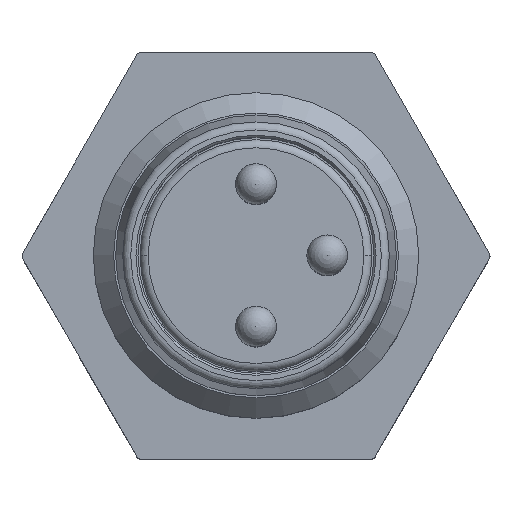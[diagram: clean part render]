
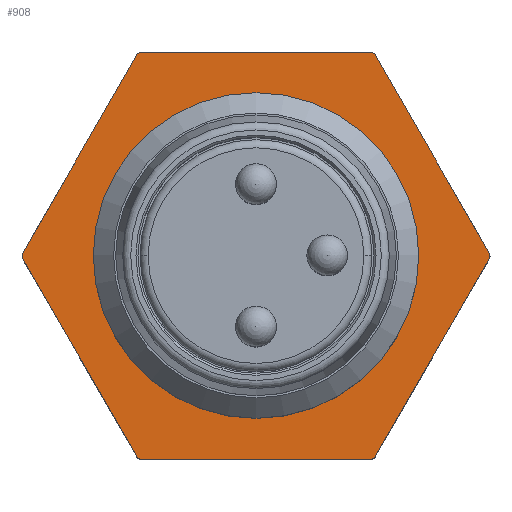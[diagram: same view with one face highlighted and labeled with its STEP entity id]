
A CAD part, top view. The second image highlights one B-rep face of the part: STEP entity #908.
In plain terms, the highlighted planar face has unit normal (0, 0, 1).
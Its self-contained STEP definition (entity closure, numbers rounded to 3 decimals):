
#711=PLANE('',#2440);
#742=LINE('',#3348,#823);
#743=LINE('',#3352,#824);
#744=LINE('',#3356,#825);
#745=LINE('',#3360,#826);
#746=LINE('',#3364,#827);
#747=LINE('',#3368,#828);
#823=VECTOR('',#2731,1.);
#824=VECTOR('',#2734,1.);
#825=VECTOR('',#2737,1.);
#826=VECTOR('',#2740,1.);
#827=VECTOR('',#2743,1.);
#828=VECTOR('',#2746,1.);
#908=ADVANCED_FACE('',(#1088,#1089),#711,.F.);
#1088=FACE_BOUND('',#1166,.T.);
#1089=FACE_BOUND('',#1167,.T.);
#1166=EDGE_LOOP('',(#1334));
#1167=EDGE_LOOP('',(#1335,#1336,#1337,#1338,#1339,#1340,#1341,#1342,#1343,
#1344,#1345,#1346));
#1334=ORIENTED_EDGE('',*,*,#2025,.T.);
#1335=ORIENTED_EDGE('',*,*,#2026,.F.);
#1336=ORIENTED_EDGE('',*,*,#2027,.T.);
#1337=ORIENTED_EDGE('',*,*,#2028,.F.);
#1338=ORIENTED_EDGE('',*,*,#2029,.T.);
#1339=ORIENTED_EDGE('',*,*,#2030,.F.);
#1340=ORIENTED_EDGE('',*,*,#2031,.T.);
#1341=ORIENTED_EDGE('',*,*,#2032,.F.);
#1342=ORIENTED_EDGE('',*,*,#2033,.F.);
#1343=ORIENTED_EDGE('',*,*,#2034,.F.);
#1344=ORIENTED_EDGE('',*,*,#2035,.F.);
#1345=ORIENTED_EDGE('',*,*,#2036,.F.);
#1346=ORIENTED_EDGE('',*,*,#2037,.F.);
#1850=VERTEX_POINT('',#3344);
#1851=VERTEX_POINT('',#3346);
#1852=VERTEX_POINT('',#3347);
#1853=VERTEX_POINT('',#3349);
#1854=VERTEX_POINT('',#3351);
#1855=VERTEX_POINT('',#3353);
#1856=VERTEX_POINT('',#3355);
#1857=VERTEX_POINT('',#3357);
#1858=VERTEX_POINT('',#3359);
#1859=VERTEX_POINT('',#3361);
#1860=VERTEX_POINT('',#3363);
#1861=VERTEX_POINT('',#3365);
#1862=VERTEX_POINT('',#3367);
#2025=EDGE_CURVE('',#1850,#1850,#2281,.T.);
#2026=EDGE_CURVE('',#1851,#1852,#2282,.T.);
#2027=EDGE_CURVE('',#1851,#1853,#742,.T.);
#2028=EDGE_CURVE('',#1854,#1853,#2283,.T.);
#2029=EDGE_CURVE('',#1854,#1855,#743,.T.);
#2030=EDGE_CURVE('',#1856,#1855,#2284,.T.);
#2031=EDGE_CURVE('',#1856,#1857,#744,.T.);
#2032=EDGE_CURVE('',#1858,#1857,#2285,.T.);
#2033=EDGE_CURVE('',#1859,#1858,#745,.T.);
#2034=EDGE_CURVE('',#1860,#1859,#2286,.T.);
#2035=EDGE_CURVE('',#1861,#1860,#746,.T.);
#2036=EDGE_CURVE('',#1862,#1861,#2287,.T.);
#2037=EDGE_CURVE('',#1852,#1862,#747,.T.);
#2281=CIRCLE('',#2433,3.4);
#2282=CIRCLE('',#2434,5.75);
#2283=CIRCLE('',#2435,5.75);
#2284=CIRCLE('',#2436,5.75);
#2285=CIRCLE('',#2437,5.75);
#2286=CIRCLE('',#2438,5.75);
#2287=CIRCLE('',#2439,5.75);
#2433=AXIS2_PLACEMENT_3D('',#3343,#2727,#2728);
#2434=AXIS2_PLACEMENT_3D('',#3345,#2729,#2730);
#2435=AXIS2_PLACEMENT_3D('',#3350,#2732,#2733);
#2436=AXIS2_PLACEMENT_3D('',#3354,#2735,#2736);
#2437=AXIS2_PLACEMENT_3D('',#3358,#2738,#2739);
#2438=AXIS2_PLACEMENT_3D('',#3362,#2741,#2742);
#2439=AXIS2_PLACEMENT_3D('',#3366,#2744,#2745);
#2440=AXIS2_PLACEMENT_3D('',#3369,#2747,#2748);
#2727=DIRECTION('',(0.,0.,-1.));
#2728=DIRECTION('',(0.,-1.,0.));
#2729=DIRECTION('',(0.,0.,-1.));
#2730=DIRECTION('',(0.,-1.,0.));
#2731=DIRECTION('',(0.5,-0.866,0.));
#2732=DIRECTION('',(0.,0.,-1.));
#2733=DIRECTION('',(0.,-1.,0.));
#2734=DIRECTION('',(1.,0.,0.));
#2735=DIRECTION('',(0.,0.,-1.));
#2736=DIRECTION('',(0.,-1.,0.));
#2737=DIRECTION('',(0.5,0.866,0.));
#2738=DIRECTION('',(0.,0.,-1.));
#2739=DIRECTION('',(0.,-1.,0.));
#2740=DIRECTION('',(0.5,-0.866,0.));
#2741=DIRECTION('',(0.,0.,-1.));
#2742=DIRECTION('',(0.,-1.,0.));
#2743=DIRECTION('',(1.,0.,0.));
#2744=DIRECTION('',(0.,0.,-1.));
#2745=DIRECTION('',(0.,-1.,0.));
#2746=DIRECTION('',(0.5,0.866,0.));
#2747=DIRECTION('',(0.,0.,-1.));
#2748=DIRECTION('',(0.,-1.,0.));
#3343=CARTESIAN_POINT('',(-230.,10.,0.));
#3344=CARTESIAN_POINT('',(-230.,6.6,0.));
#3345=CARTESIAN_POINT('',(-230.,10.,0.));
#3346=CARTESIAN_POINT('',(-235.75,9.959,0.));
#3347=CARTESIAN_POINT('',(-235.75,10.041,0.));
#3348=CARTESIAN_POINT('',(-234.33,7.5,0.));
#3349=CARTESIAN_POINT('',(-232.91,5.041,0.));
#3350=CARTESIAN_POINT('',(-230.,10.,0.));
#3351=CARTESIAN_POINT('',(-232.839,5.,0.));
#3352=CARTESIAN_POINT('',(-230.,5.,0.));
#3353=CARTESIAN_POINT('',(-227.161,5.,0.));
#3354=CARTESIAN_POINT('',(-230.,10.,0.));
#3355=CARTESIAN_POINT('',(-227.09,5.041,0.));
#3356=CARTESIAN_POINT('',(-225.67,7.5,0.));
#3357=CARTESIAN_POINT('',(-224.25,9.959,0.));
#3358=CARTESIAN_POINT('',(-230.,10.,0.));
#3359=CARTESIAN_POINT('',(-224.25,10.041,0.));
#3360=CARTESIAN_POINT('',(-225.67,12.5,0.));
#3361=CARTESIAN_POINT('',(-227.09,14.959,0.));
#3362=CARTESIAN_POINT('',(-230.,10.,0.));
#3363=CARTESIAN_POINT('',(-227.161,15.,0.));
#3364=CARTESIAN_POINT('',(-230.,15.,0.));
#3365=CARTESIAN_POINT('',(-232.839,15.,0.));
#3366=CARTESIAN_POINT('',(-230.,10.,0.));
#3367=CARTESIAN_POINT('',(-232.91,14.959,0.));
#3368=CARTESIAN_POINT('',(-234.33,12.5,0.));
#3369=CARTESIAN_POINT('',(-230.,10.,0.));
